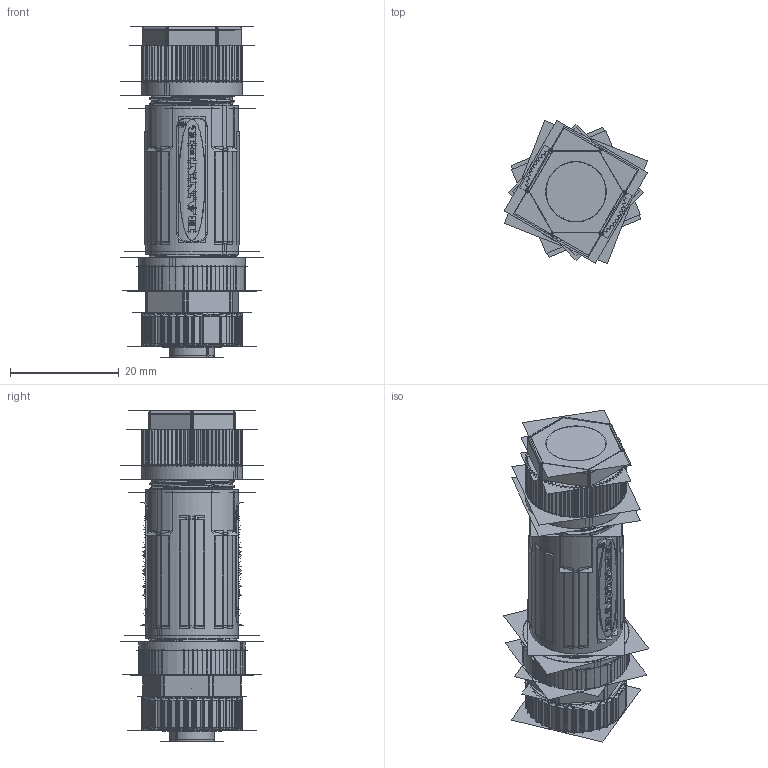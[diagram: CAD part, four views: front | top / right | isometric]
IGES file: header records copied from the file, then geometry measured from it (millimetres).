
Start section:  PTC IGES file: 246780_sm01.igs
Global section: file name: 246780_sm01.igs; native system: Creo Parametric by PTC Inc.; preprocessor: 2022414; author: banengservice; organization: Unknown; date: 20241126.085252; units: millimetre
Bounding box: 26.31 x 26.3 x 60.72 mm (x, y, z)
Volume: 13561.9 mm3; surface area: 52883.3 mm2
Topology: 1 solids, 1 shells, 2246 faces, 11239 edges, 13809 vertices
Faces by surface type: bspline 1656, revolution 540, extrusion 50
